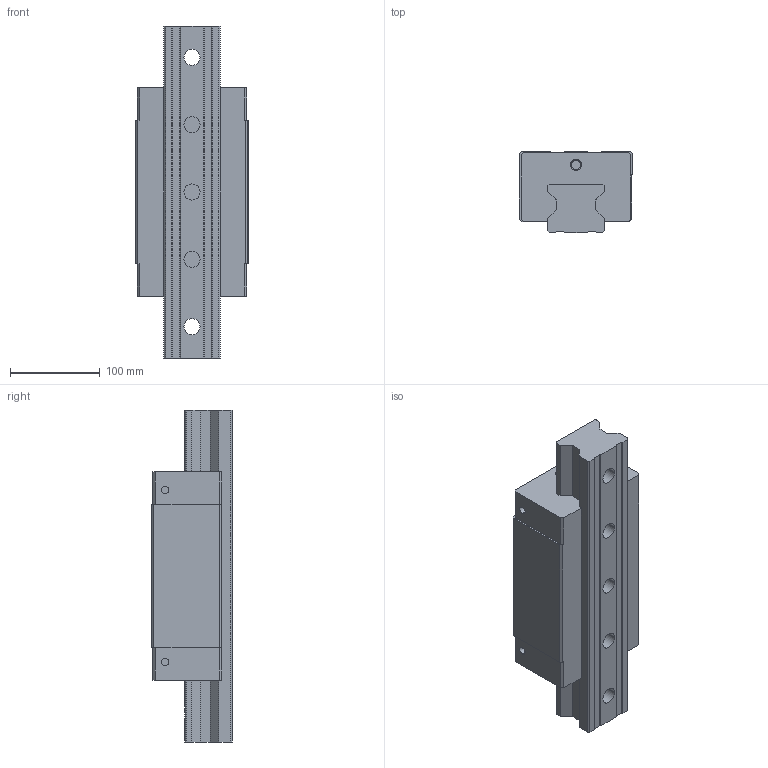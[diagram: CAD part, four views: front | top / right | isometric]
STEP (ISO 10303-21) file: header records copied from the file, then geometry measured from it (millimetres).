
FILE_DESCRIPTION((''),'2;1');
FILE_NAME('ASM0013_ASM','2008-07-11T',('danharen'),(''),'PRO/ENGINEER BY PARAMETRIC TECHNOLOGY CORPORATION, 2004360','PRO/ENGINEER BY PARAMETRIC TECHNOLOGY CORPORATION, 2004360','');
FILE_SCHEMA(('CONFIG_CONTROL_DESIGN'));
Length unit declared in the file: millimetre
Products named in the file (5): PRT0035; PRT0036; __TMP__NAME___ASM; ASM0015_ASM; ASM0013_ASM
Assembly tree (4 placements, depth 4):
  ASM0013_ASM
    ASM0015_ASM
      __TMP__NAME___ASM
        PRT0035
        PRT0036
Bounding box: 126 x 90 x 370 mm (x, y, z)
Volume: 2677369 mm3; surface area: 249775.5 mm2
Topology: 2 solids, 2 shells, 189 faces, 524 edges, 362 vertices
Faces by surface type: plane 107, cylinder 60, cone 22
Entity records: 6323 total; most frequent: DIRECTION 1112, CARTESIAN_POINT 1087, ORIENTED_EDGE 1048, EDGE_CURVE 524, AXIS2_PLACEMENT_3D 387, VERTEX_POINT 362, VECTOR 338, LINE 338
